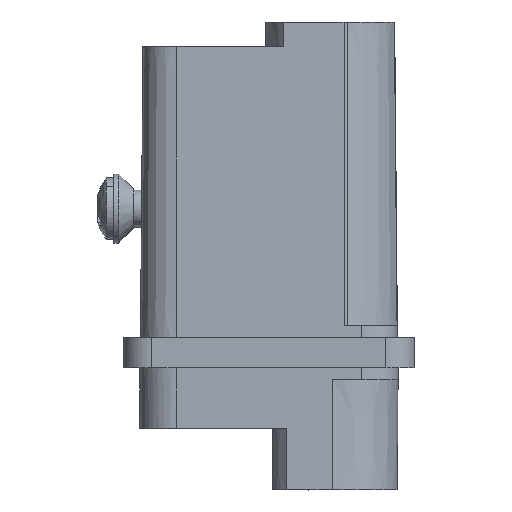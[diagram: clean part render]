
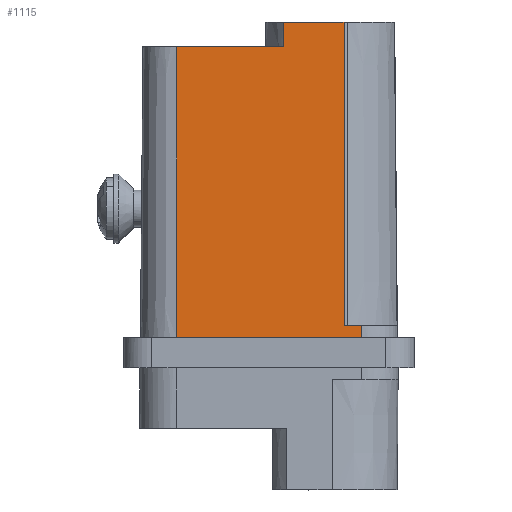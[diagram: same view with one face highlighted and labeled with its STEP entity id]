
A CAD part, left-side view. The second image highlights one B-rep face of the part: STEP entity #1115.
In plain terms, the highlighted planar face has unit normal (-1, 0, 0.009).
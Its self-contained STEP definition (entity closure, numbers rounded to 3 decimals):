
#1062=AXIS2_PLACEMENT_3D('Plane Axis2P3D',#1059,#1060,#1061) ;
#470=CARTESIAN_POINT('Vertex',(1.588,10.6,38.)) ;
#473=CARTESIAN_POINT('Line Origine',(1.588,8.152,38.)) ;
#477=CARTESIAN_POINT('Vertex',(1.588,5.705,38.)) ;
#804=CARTESIAN_POINT('Vertex',(1.364,19.3,12.375)) ;
#807=CARTESIAN_POINT('Line Origine',(-21813.539,19.3,-2499727.925)) ;
#811=CARTESIAN_POINT('Vertex',(1.571,19.3,36.)) ;
#1059=CARTESIAN_POINT('Axis2P3D Location',(1.3,4.3,5.)) ;
#1065=CARTESIAN_POINT('Control Point',(1.373,5.678,13.35)) ;
#1066=CARTESIAN_POINT('Control Point',(1.416,5.684,18.28)) ;
#1067=CARTESIAN_POINT('Control Point',(1.459,5.689,23.21)) ;
#1068=CARTESIAN_POINT('Control Point',(1.502,5.694,28.14)) ;
#1069=CARTESIAN_POINT('Control Point',(1.545,5.699,33.07)) ;
#1070=CARTESIAN_POINT('Control Point',(1.588,5.705,38.)) ;
#1071=CARTESIAN_POINT('Vertex',(1.373,5.678,13.35)) ;
#1074=CARTESIAN_POINT('Line Origine',(1.579,10.6,37.)) ;
#1078=CARTESIAN_POINT('Vertex',(1.571,10.6,36.)) ;
#1081=CARTESIAN_POINT('Line Origine',(1.571,14.95,36.)) ;
#1086=CARTESIAN_POINT('Line Origine',(1.364,11.8,12.375)) ;
#1090=CARTESIAN_POINT('Vertex',(1.364,4.3,12.375)) ;
#1093=CARTESIAN_POINT('Line Origine',(1.369,4.3,12.863)) ;
#1097=CARTESIAN_POINT('Vertex',(1.373,4.3,13.35)) ;
#1100=CARTESIAN_POINT('Line Origine',(1.373,4.989,13.35)) ;
#474=DIRECTION('Vector Direction',(0.,1.,0.)) ;
#808=DIRECTION('Vector Direction',(-0.009,0.,-1.)) ;
#1060=DIRECTION('Axis2P3D Direction',(-1.,0.,0.009)) ;
#1061=DIRECTION('Axis2P3D XDirection',(0.,1.,0.)) ;
#1075=DIRECTION('Vector Direction',(-0.009,0.,-1.)) ;
#1082=DIRECTION('Vector Direction',(0.,1.,0.)) ;
#1087=DIRECTION('Vector Direction',(0.,1.,0.)) ;
#1094=DIRECTION('Vector Direction',(-0.009,0.,-1.)) ;
#1101=DIRECTION('Vector Direction',(0.,1.,0.)) ;
#475=VECTOR('Line Direction',#474,1.) ;
#809=VECTOR('Line Direction',#808,1.) ;
#1076=VECTOR('Line Direction',#1075,1.) ;
#1083=VECTOR('Line Direction',#1082,1.) ;
#1088=VECTOR('Line Direction',#1087,1.) ;
#1095=VECTOR('Line Direction',#1094,1.) ;
#1102=VECTOR('Line Direction',#1101,1.) ;
#1106=ORIENTED_EDGE('',*,*,#1073,.T.) ;
#1107=ORIENTED_EDGE('',*,*,#479,.T.) ;
#1108=ORIENTED_EDGE('',*,*,#1080,.T.) ;
#1109=ORIENTED_EDGE('',*,*,#1085,.T.) ;
#1110=ORIENTED_EDGE('',*,*,#813,.T.) ;
#1111=ORIENTED_EDGE('',*,*,#1092,.F.) ;
#1112=ORIENTED_EDGE('',*,*,#1099,.F.) ;
#1113=ORIENTED_EDGE('',*,*,#1104,.T.) ;
#1115=ADVANCED_FACE('Hauptk\X2\00F6\X0\rper',(#1114),#1063,.T.) ;
#1064=B_SPLINE_CURVE_WITH_KNOTS('',5,(#1065,#1066,#1067,#1068,#1069,#1070),.UNSPECIFIED.,.F.,.U.,(6,6),(0.,34.862),.UNSPECIFIED.) ;
#479=EDGE_CURVE('',#478,#471,#476,.T.) ;
#813=EDGE_CURVE('',#812,#805,#810,.T.) ;
#1073=EDGE_CURVE('',#1072,#478,#1064,.T.) ;
#1080=EDGE_CURVE('',#471,#1079,#1077,.T.) ;
#1085=EDGE_CURVE('',#1079,#812,#1084,.T.) ;
#1092=EDGE_CURVE('',#1091,#805,#1089,.T.) ;
#1099=EDGE_CURVE('',#1098,#1091,#1096,.T.) ;
#1104=EDGE_CURVE('',#1098,#1072,#1103,.T.) ;
#1105=EDGE_LOOP('',(#1106,#1107,#1108,#1109,#1110,#1111,#1112,#1113)) ;
#1114=FACE_OUTER_BOUND('',#1105,.T.) ;
#476=LINE('Line',#473,#475) ;
#810=LINE('Line',#807,#809) ;
#1077=LINE('Line',#1074,#1076) ;
#1084=LINE('Line',#1081,#1083) ;
#1089=LINE('Line',#1086,#1088) ;
#1096=LINE('Line',#1093,#1095) ;
#1103=LINE('Line',#1100,#1102) ;
#1063=PLANE('',#1062) ;
#471=VERTEX_POINT('',#470) ;
#478=VERTEX_POINT('',#477) ;
#805=VERTEX_POINT('',#804) ;
#812=VERTEX_POINT('',#811) ;
#1072=VERTEX_POINT('',#1071) ;
#1079=VERTEX_POINT('',#1078) ;
#1091=VERTEX_POINT('',#1090) ;
#1098=VERTEX_POINT('',#1097) ;
